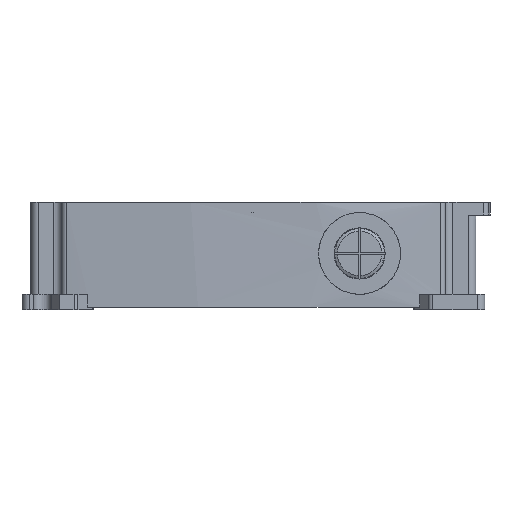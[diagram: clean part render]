
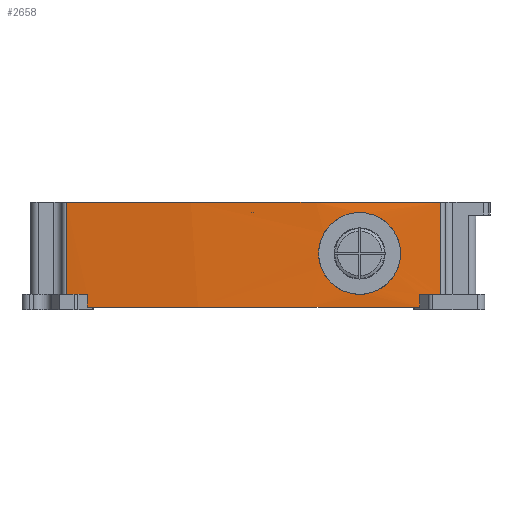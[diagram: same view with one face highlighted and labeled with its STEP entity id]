
A CAD part, left-side view. The second image highlights one B-rep face of the part: STEP entity #2658.
In plain terms, the highlighted cylindrical face has radius 600.5 mm (diameter 1201 mm), a partial arc.
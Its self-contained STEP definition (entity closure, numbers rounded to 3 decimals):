
#2013=AXIS2_PLACEMENT_3D('Circle Axis2P3D',#2011,#2012,$) ;
#2138=AXIS2_PLACEMENT_3D('Circle Axis2P3D',#2136,#2137,$) ;
#2556=AXIS2_PLACEMENT_3D('Cylinder Axis2P3D',#2553,#2554,#2555) ;
#2572=AXIS2_PLACEMENT_3D('Circle Axis2P3D',#2570,#2571,$) ;
#2586=AXIS2_PLACEMENT_3D('Circle Axis2P3D',#2584,#2585,$) ;
#2008=CARTESIAN_POINT('Vertex',(5.984,17.256,6.)) ;
#2011=CARTESIAN_POINT('Axis2P3D Location',(602.,90.5,6.)) ;
#2015=CARTESIAN_POINT('Vertex',(5.028,25.506,6.)) ;
#2136=CARTESIAN_POINT('Axis2P3D Location',(602.,90.5,1.)) ;
#2140=CARTESIAN_POINT('Vertex',(5.028,155.494,1.)) ;
#2142=CARTESIAN_POINT('Vertex',(5.028,25.506,1.)) ;
#2553=CARTESIAN_POINT('Axis2P3D Location',(602.,90.5,21.5)) ;
#2558=CARTESIAN_POINT('Line Origine',(5.028,25.506,21.5)) ;
#2563=CARTESIAN_POINT('Line Origine',(5.984,17.256,21.5)) ;
#2567=CARTESIAN_POINT('Vertex',(5.984,17.256,42.)) ;
#2570=CARTESIAN_POINT('Axis2P3D Location',(602.,90.5,42.)) ;
#2574=CARTESIAN_POINT('Vertex',(5.984,163.744,42.)) ;
#2577=CARTESIAN_POINT('Line Origine',(5.984,163.744,21.5)) ;
#2581=CARTESIAN_POINT('Vertex',(5.984,163.744,6.)) ;
#2584=CARTESIAN_POINT('Axis2P3D Location',(602.,90.5,6.)) ;
#2588=CARTESIAN_POINT('Vertex',(5.028,155.494,6.)) ;
#2591=CARTESIAN_POINT('Line Origine',(5.028,155.494,21.5)) ;
#2607=CARTESIAN_POINT('Control Point',(3.5,41.531,36.149)) ;
#2608=CARTESIAN_POINT('Control Point',(3.273,44.301,37.612)) ;
#2609=CARTESIAN_POINT('Control Point',(3.033,47.43,38.396)) ;
#2610=CARTESIAN_POINT('Control Point',(2.808,50.695,38.385)) ;
#2611=CARTESIAN_POINT('Control Point',(2.403,57.251,36.688)) ;
#2612=CARTESIAN_POINT('Control Point',(2.159,62.211,32.008)) ;
#2613=CARTESIAN_POINT('Control Point',(2.081,64.071,28.895)) ;
#2614=CARTESIAN_POINT('Control Point',(2.042,65.,25.448)) ;
#2615=CARTESIAN_POINT('Control Point',(2.042,65.,22.)) ;
#2616=CARTESIAN_POINT('Vertex',(3.5,41.531,36.149)) ;
#2618=CARTESIAN_POINT('Vertex',(2.042,65.,22.)) ;
#2622=CARTESIAN_POINT('Control Point',(4.259,33.,22.)) ;
#2623=CARTESIAN_POINT('Control Point',(4.259,33.,25.476)) ;
#2624=CARTESIAN_POINT('Control Point',(4.169,33.944,28.954)) ;
#2625=CARTESIAN_POINT('Control Point',(3.986,35.834,32.081)) ;
#2626=CARTESIAN_POINT('Control Point',(3.751,38.464,34.531)) ;
#2627=CARTESIAN_POINT('Control Point',(3.5,41.531,36.149)) ;
#2628=CARTESIAN_POINT('Vertex',(4.259,33.,22.)) ;
#2632=CARTESIAN_POINT('Control Point',(4.259,33.,22.)) ;
#2633=CARTESIAN_POINT('Control Point',(4.259,33.,18.524)) ;
#2634=CARTESIAN_POINT('Control Point',(4.169,33.944,15.046)) ;
#2635=CARTESIAN_POINT('Control Point',(3.986,35.834,11.919)) ;
#2636=CARTESIAN_POINT('Control Point',(3.751,38.464,9.469)) ;
#2637=CARTESIAN_POINT('Control Point',(3.5,41.531,7.851)) ;
#2638=CARTESIAN_POINT('Vertex',(3.5,41.531,7.851)) ;
#2642=CARTESIAN_POINT('Control Point',(3.5,41.531,7.851)) ;
#2643=CARTESIAN_POINT('Control Point',(3.273,44.301,6.388)) ;
#2644=CARTESIAN_POINT('Control Point',(3.033,47.43,5.604)) ;
#2645=CARTESIAN_POINT('Control Point',(2.808,50.695,5.615)) ;
#2646=CARTESIAN_POINT('Control Point',(2.403,57.251,7.312)) ;
#2647=CARTESIAN_POINT('Control Point',(2.159,62.211,11.992)) ;
#2648=CARTESIAN_POINT('Control Point',(2.081,64.071,15.105)) ;
#2649=CARTESIAN_POINT('Control Point',(2.042,65.,18.552)) ;
#2650=CARTESIAN_POINT('Control Point',(2.042,65.,22.)) ;
#2012=DIRECTION('Axis2P3D Direction',(0.,0.,-1.)) ;
#2137=DIRECTION('Axis2P3D Direction',(0.,0.,1.)) ;
#2554=DIRECTION('Axis2P3D Direction',(0.,0.,1.)) ;
#2555=DIRECTION('Axis2P3D XDirection',(-0.993,0.122,0.)) ;
#2559=DIRECTION('Vector Direction',(0.,0.,1.)) ;
#2564=DIRECTION('Vector Direction',(0.,0.,1.)) ;
#2571=DIRECTION('Axis2P3D Direction',(0.,0.,1.)) ;
#2578=DIRECTION('Vector Direction',(0.,0.,1.)) ;
#2585=DIRECTION('Axis2P3D Direction',(0.,0.,1.)) ;
#2592=DIRECTION('Vector Direction',(0.,0.,1.)) ;
#2560=VECTOR('Line Direction',#2559,1.) ;
#2565=VECTOR('Line Direction',#2564,1.) ;
#2579=VECTOR('Line Direction',#2578,1.) ;
#2593=VECTOR('Line Direction',#2592,1.) ;
#2597=ORIENTED_EDGE('',*,*,#2144,.T.) ;
#2598=ORIENTED_EDGE('',*,*,#2562,.T.) ;
#2599=ORIENTED_EDGE('',*,*,#2017,.F.) ;
#2600=ORIENTED_EDGE('',*,*,#2569,.T.) ;
#2601=ORIENTED_EDGE('',*,*,#2576,.F.) ;
#2602=ORIENTED_EDGE('',*,*,#2583,.F.) ;
#2603=ORIENTED_EDGE('',*,*,#2590,.F.) ;
#2604=ORIENTED_EDGE('',*,*,#2595,.F.) ;
#2653=ORIENTED_EDGE('',*,*,#2620,.F.) ;
#2654=ORIENTED_EDGE('',*,*,#2630,.F.) ;
#2655=ORIENTED_EDGE('',*,*,#2640,.T.) ;
#2656=ORIENTED_EDGE('',*,*,#2651,.T.) ;
#2657=FACE_BOUND('',#2652,.T.) ;
#2658=ADVANCED_FACE('Hauptkoerper',(#2605,#2657),#2557,.T.) ;
#2606=B_SPLINE_CURVE_WITH_KNOTS('',5,(#2607,#2608,#2609,#2610,#2611,#2612,#2613,#2614,#2615),.UNSPECIFIED.,.F.,.U.,(6,3,6),(0.,22.34,46.858),.UNSPECIFIED.) ;
#2621=B_SPLINE_CURVE_WITH_KNOTS('',5,(#2622,#2623,#2624,#2625,#2626,#2627),.UNSPECIFIED.,.F.,.U.,(6,6),(0.,24.891),.UNSPECIFIED.) ;
#2631=B_SPLINE_CURVE_WITH_KNOTS('',5,(#2632,#2633,#2634,#2635,#2636,#2637),.UNSPECIFIED.,.F.,.U.,(6,6),(0.,24.891),.UNSPECIFIED.) ;
#2641=B_SPLINE_CURVE_WITH_KNOTS('',5,(#2642,#2643,#2644,#2645,#2646,#2647,#2648,#2649,#2650),.UNSPECIFIED.,.F.,.U.,(6,3,6),(0.,22.34,46.858),.UNSPECIFIED.) ;
#2014=CIRCLE('generated circle',#2013,600.5) ;
#2139=CIRCLE('generated circle',#2138,600.5) ;
#2573=CIRCLE('generated circle',#2572,600.5) ;
#2587=CIRCLE('generated circle',#2586,600.5) ;
#2557=CYLINDRICAL_SURFACE('generated cylinder',#2556,600.5) ;
#2017=EDGE_CURVE('',#2009,#2016,#2014,.T.) ;
#2144=EDGE_CURVE('',#2141,#2143,#2139,.T.) ;
#2562=EDGE_CURVE('',#2143,#2016,#2561,.T.) ;
#2569=EDGE_CURVE('',#2009,#2568,#2566,.T.) ;
#2576=EDGE_CURVE('',#2575,#2568,#2573,.T.) ;
#2583=EDGE_CURVE('',#2582,#2575,#2580,.T.) ;
#2590=EDGE_CURVE('',#2589,#2582,#2587,.F.) ;
#2595=EDGE_CURVE('',#2141,#2589,#2594,.T.) ;
#2620=EDGE_CURVE('',#2617,#2619,#2606,.T.) ;
#2630=EDGE_CURVE('',#2629,#2617,#2621,.T.) ;
#2640=EDGE_CURVE('',#2629,#2639,#2631,.T.) ;
#2651=EDGE_CURVE('',#2639,#2619,#2641,.T.) ;
#2596=EDGE_LOOP('',(#2597,#2598,#2599,#2600,#2601,#2602,#2603,#2604)) ;
#2652=EDGE_LOOP('',(#2653,#2654,#2655,#2656)) ;
#2605=FACE_OUTER_BOUND('',#2596,.T.) ;
#2561=LINE('Line',#2558,#2560) ;
#2566=LINE('Line',#2563,#2565) ;
#2580=LINE('Line',#2577,#2579) ;
#2594=LINE('Line',#2591,#2593) ;
#2009=VERTEX_POINT('',#2008) ;
#2016=VERTEX_POINT('',#2015) ;
#2141=VERTEX_POINT('',#2140) ;
#2143=VERTEX_POINT('',#2142) ;
#2568=VERTEX_POINT('',#2567) ;
#2575=VERTEX_POINT('',#2574) ;
#2582=VERTEX_POINT('',#2581) ;
#2589=VERTEX_POINT('',#2588) ;
#2617=VERTEX_POINT('',#2616) ;
#2619=VERTEX_POINT('',#2618) ;
#2629=VERTEX_POINT('',#2628) ;
#2639=VERTEX_POINT('',#2638) ;
